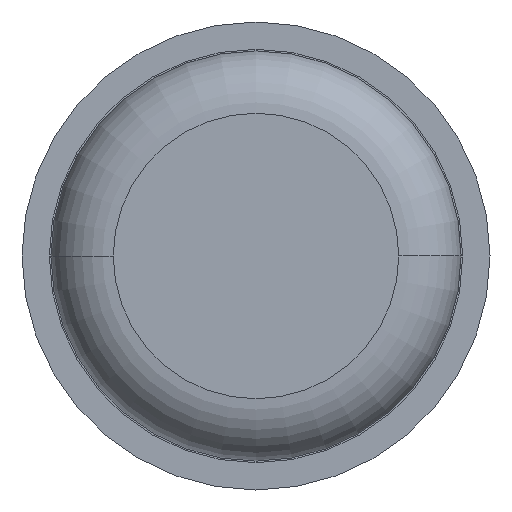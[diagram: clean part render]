
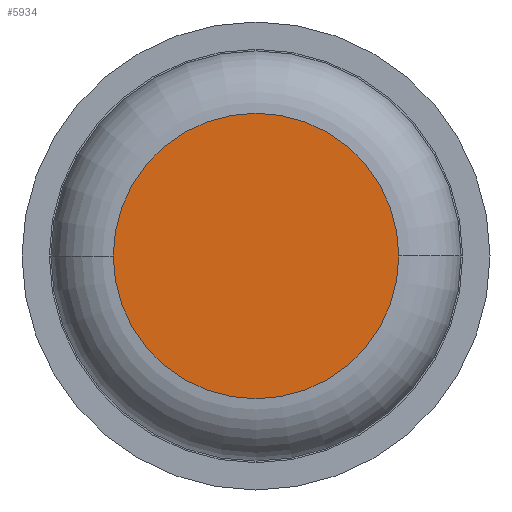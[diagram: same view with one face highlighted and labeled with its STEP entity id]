
A CAD part, front view. The second image highlights one B-rep face of the part: STEP entity #5934.
In plain terms, the highlighted planar face has unit normal (0, -1, 0).
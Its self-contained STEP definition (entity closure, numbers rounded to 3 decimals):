
#366 = PLANE ( 'NONE',  #1754 ) ;
#922 = FACE_OUTER_BOUND ( 'NONE', #2540, .T. ) ;
#1538 = VERTEX_POINT ( 'NONE', #3365 ) ;
#1754 = AXIS2_PLACEMENT_3D ( 'NONE', #3923, #4430, #4941 ) ;
#1784 = CARTESIAN_POINT ( 'NONE',  ( 0., 0., 0. ) ) ;
#2041 = EDGE_CURVE ( 'Defeature ausgef�hrt1_101+Defeature ausgef�hrt1_102+Defeature ausgef�hrt1_102+Defeature ausgef�hrt1_102', #5568, #1538, #5250, .T. ) ;
#2168 = EDGE_CURVE ( 'Defeature ausgef�hrt1_101+Defeature ausgef�hrt1_102+Defeature ausgef�hrt1_102+Defeature ausgef�hrt1_102', #1538, #5568, #6459, .T. ) ;
#2540 = EDGE_LOOP ( 'NONE', ( #6017, #5519 ) ) ;
#2635 = CARTESIAN_POINT ( 'NONE',  ( 0., 0., 0. ) ) ;
#2822 = DIRECTION ( 'NONE',  ( 0., -1., 0. ) ) ;
#3365 = CARTESIAN_POINT ( 'NONE',  ( -0.915, 0., 0. ) ) ;
#3923 = CARTESIAN_POINT ( 'NONE',  ( 0., 0., 0. ) ) ;
#4430 = DIRECTION ( 'NONE',  ( 0., 1., 0. ) ) ;
#4803 = AXIS2_PLACEMENT_3D ( 'NONE', #1784, #2822, #4848 ) ;
#4848 = DIRECTION ( 'NONE',  ( -1., 0., 0. ) ) ;
#4933 = AXIS2_PLACEMENT_3D ( 'NONE', #2635, #6174, #5156 ) ;
#4941 = DIRECTION ( 'NONE',  ( -1., 0., 0. ) ) ;
#5156 = DIRECTION ( 'NONE',  ( -1., 0., 0. ) ) ;
#5250 = CIRCLE ( 'NONE', #4803, 0.915 ) ;
#5519 = ORIENTED_EDGE ( 'NONE', *, *, #2041, .T. ) ;
#5568 = VERTEX_POINT ( 'NONE', #5759 ) ;
#5759 = CARTESIAN_POINT ( 'NONE',  ( 0.915, 0., 0. ) ) ;
#5934 = ADVANCED_FACE ( 'Defeature ausgef�hrt1_101', ( #922 ), #366, .F. ) ;
#6017 = ORIENTED_EDGE ( 'NONE', *, *, #2168, .T. ) ;
#6174 = DIRECTION ( 'NONE',  ( 0., -1., 0. ) ) ;
#6459 = CIRCLE ( 'NONE', #4933, 0.915 ) ;
